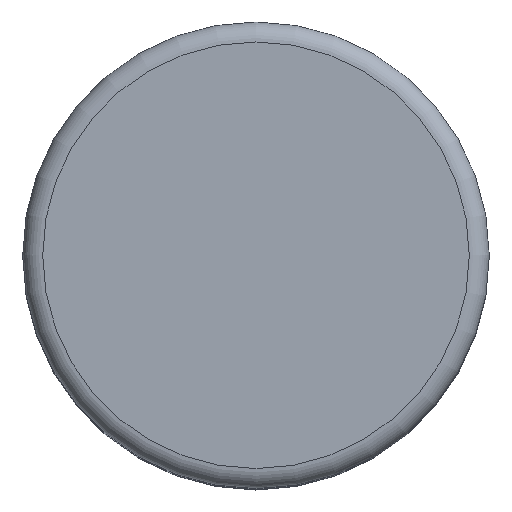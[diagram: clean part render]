
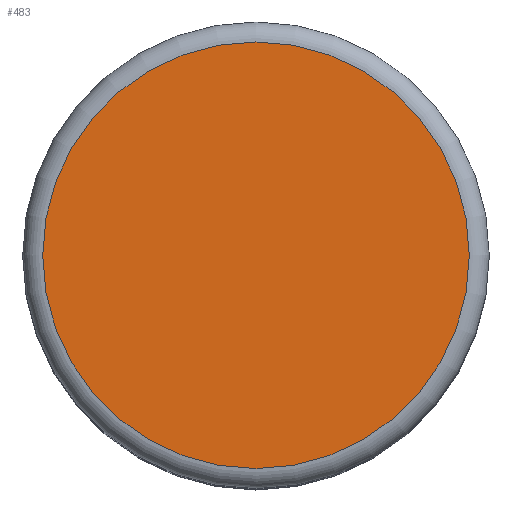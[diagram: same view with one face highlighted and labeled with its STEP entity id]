
A CAD part, top view. The second image highlights one B-rep face of the part: STEP entity #483.
In plain terms, the highlighted planar face has unit normal (0, 0, 1).
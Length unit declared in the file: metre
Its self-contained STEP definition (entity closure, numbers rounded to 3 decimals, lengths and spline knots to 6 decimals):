
#483 = ADVANCED_FACE( '', ( #1217 ), #1218, .T. );
#673 = EDGE_CURVE( '', #1493, #1493, #1494, .T. );
#1217 = FACE_OUTER_BOUND( '', #2182, .T. );
#1218 = PLANE( '', #2183 );
#1493 = VERTEX_POINT( '', #2579 );
#1494 = CIRCLE( '', #2580, 0.016 );
#2182 = EDGE_LOOP( '', ( #3390 ) );
#2183 = AXIS2_PLACEMENT_3D( '', #3391, #3392, #3393 );
#2579 = CARTESIAN_POINT( '', ( 0.016, -0.000047, 0.062996 ) );
#2580 = AXIS2_PLACEMENT_3D( '', #3708, #3709, #3710 );
#3390 = ORIENTED_EDGE( '', *, *, #673, .F. );
#3391 = CARTESIAN_POINT( '', ( 0., -0.000047, 0.062996 ) );
#3392 = DIRECTION( '', ( 0., 0., 1. ) );
#3393 = DIRECTION( '', ( 1., 0., 0. ) );
#3708 = CARTESIAN_POINT( '', ( 0., -0.000047, 0.062996 ) );
#3709 = DIRECTION( '', ( 0., 0., -1. ) );
#3710 = DIRECTION( '', ( 1., 0., 0. ) );
